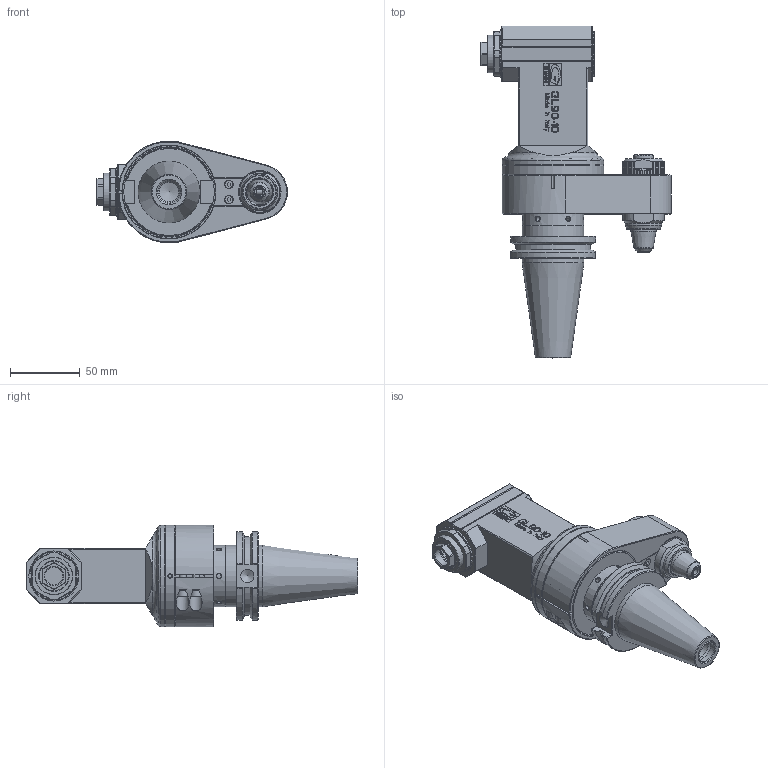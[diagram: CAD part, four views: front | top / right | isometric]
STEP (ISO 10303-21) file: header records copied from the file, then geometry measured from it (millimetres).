
FILE_DESCRIPTION(/* description */ (''),/* implementation_level */ '2;1');
FILE_NAME(/* name */ '9.GL9.10000-13C40.stp',/* time_stamp */ '2025-02-12T09:41:49-05:00',/* author */ ('jkrenzer'),/* organization */ (''),/* preprocessor_version */ 'ST-DEVELOPER v18.1',/* originating_system */ 'Autodesk Inventor 2022',/* authorisation */ '');
FILE_SCHEMA (('AUTOMOTIVE_DESIGN { 1 0 10303 214 3 1 1 }'));
Products named in the file (2): 9.GL9.10000-13C40; 9_GL9_10000
Assembly tree (1 placements, depth 2):
  9.GL9.10000-13C40
    9_GL9_10000
Bounding box: 137 x 238.4 x 73 mm (x, y, z)
Volume: 681610.6 mm3; surface area: 200129.7 mm2
Topology: 79 solids, 122 shells, 2732 faces, 7169 edges, 4701 vertices
Faces by surface type: plane 1850, cylinder 361, cone 277, bspline 120, torus 88, sphere 36
Full cylindrical faces by diameter (mm): 2.5 x7, 2.7 x4, 3 x9, 3.3 x14, 4 x16, 4.2 x4, 4.4 x2, 5 x9, 5.5 x1, 6 x7, 6.5 x1, 7.7 x1, 8.5 x4, 9 x3, 9.2 x1, 9.6 x1, 10 x2, 11 x2, 12.8 x1, 13 x4, 13.6 x1, 14 x7, 15 x5, 15.1 x1, 15.2 x1, 15.8 x1, 15.9 x1, 16 x4, 16.28 x1, 16.5 x1
Entity records: 93092 total; most frequent: CARTESIAN_POINT 25688, ORIENTED_EDGE 14072, DIRECTION 13458, EDGE_CURVE 7085, LINE 5082, VECTOR 5082, VERTEX_POINT 4701, AXIS2_PLACEMENT_3D 4188
